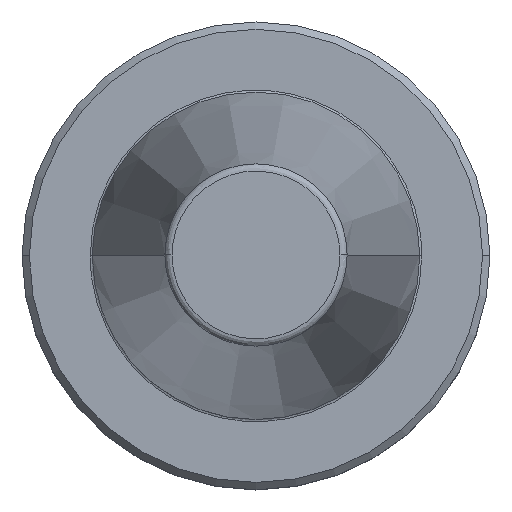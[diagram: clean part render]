
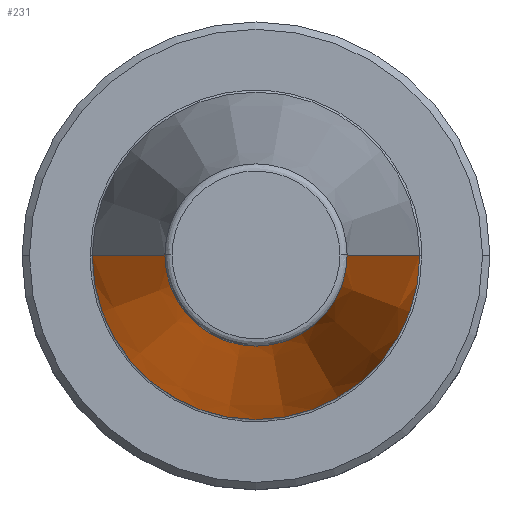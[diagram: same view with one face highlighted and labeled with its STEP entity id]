
A CAD part, top view. The second image highlights one B-rep face of the part: STEP entity #231.
In plain terms, the highlighted conical face has half-angle 8.297 degrees and reference radius 22.225 mm.
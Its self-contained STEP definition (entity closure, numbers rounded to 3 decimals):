
#102 = VECTOR ( 'NONE', #259, 1000. ) ;
#179 = CIRCLE ( 'NONE', #923, 12.375 ) ;
#206 = CIRCLE ( 'NONE', #366, 22.225 ) ;
#228 = AXIS2_PLACEMENT_3D ( 'NONE', #1078, #379, #1333 ) ;
#231 = ADVANCED_FACE ( 'NONE', ( #1088 ), #1019, .T. ) ;
#239 = CARTESIAN_POINT ( 'NONE',  ( 22.225, 0., 0. ) ) ;
#259 = DIRECTION ( 'NONE',  ( -0.144, 0., -0.99 ) ) ;
#296 = CARTESIAN_POINT ( 'NONE',  ( -12.375, 0., 67.544 ) ) ;
#309 = DIRECTION ( 'NONE',  ( 0.144, 0., -0.99 ) ) ;
#319 = CARTESIAN_POINT ( 'NONE',  ( -22.225, 0., 0. ) ) ;
#366 = AXIS2_PLACEMENT_3D ( 'NONE', #1048, #1041, #1038 ) ;
#379 = DIRECTION ( 'NONE',  ( 0., 0., -1. ) ) ;
#389 = EDGE_CURVE ( 'NONE', #908, #827, #636, .T. ) ;
#467 = LINE ( 'NONE', #319, #102 ) ;
#636 = LINE ( 'NONE', #881, #1016 ) ;
#672 = EDGE_CURVE ( 'NONE', #908, #789, #179, .T. ) ;
#789 = VERTEX_POINT ( 'NONE', #296 ) ;
#827 = VERTEX_POINT ( 'NONE', #239 ) ;
#881 = CARTESIAN_POINT ( 'NONE',  ( 22.225, 0., 0. ) ) ;
#908 = VERTEX_POINT ( 'NONE', #1172 ) ;
#923 = AXIS2_PLACEMENT_3D ( 'NONE', #1490, #1487, #1476 ) ;
#954 = EDGE_CURVE ( 'NONE', #1537, #827, #206, .T. ) ;
#984 = ORIENTED_EDGE ( 'NONE', *, *, #389, .F. ) ;
#999 = ORIENTED_EDGE ( 'NONE', *, *, #954, .T. ) ;
#1016 = VECTOR ( 'NONE', #309, 1000. ) ;
#1019 = CONICAL_SURFACE ( 'NONE', #228, 22.225, 0.145 ) ;
#1038 = DIRECTION ( 'NONE',  ( -1., 0., 0. ) ) ;
#1041 = DIRECTION ( 'NONE',  ( 0., 0., 1. ) ) ;
#1048 = CARTESIAN_POINT ( 'NONE',  ( 0., 0., 0. ) ) ;
#1078 = CARTESIAN_POINT ( 'NONE',  ( 0., 0., 0. ) ) ;
#1088 = FACE_OUTER_BOUND ( 'NONE', #1216, .T. ) ;
#1148 = ORIENTED_EDGE ( 'NONE', *, *, #1293, .T. ) ;
#1172 = CARTESIAN_POINT ( 'NONE',  ( 12.375, 0., 67.544 ) ) ;
#1200 = ORIENTED_EDGE ( 'NONE', *, *, #672, .T. ) ;
#1216 = EDGE_LOOP ( 'NONE', ( #984, #1200, #1148, #999 ) ) ;
#1293 = EDGE_CURVE ( 'NONE', #789, #1537, #467, .T. ) ;
#1324 = CARTESIAN_POINT ( 'NONE',  ( -22.225, 0., 0. ) ) ;
#1333 = DIRECTION ( 'NONE',  ( -1., 0., 0. ) ) ;
#1476 = DIRECTION ( 'NONE',  ( -1., 0., 0. ) ) ;
#1487 = DIRECTION ( 'NONE',  ( 0., 0., -1. ) ) ;
#1490 = CARTESIAN_POINT ( 'NONE',  ( 0., 0., 67.544 ) ) ;
#1537 = VERTEX_POINT ( 'NONE', #1324 ) ;
